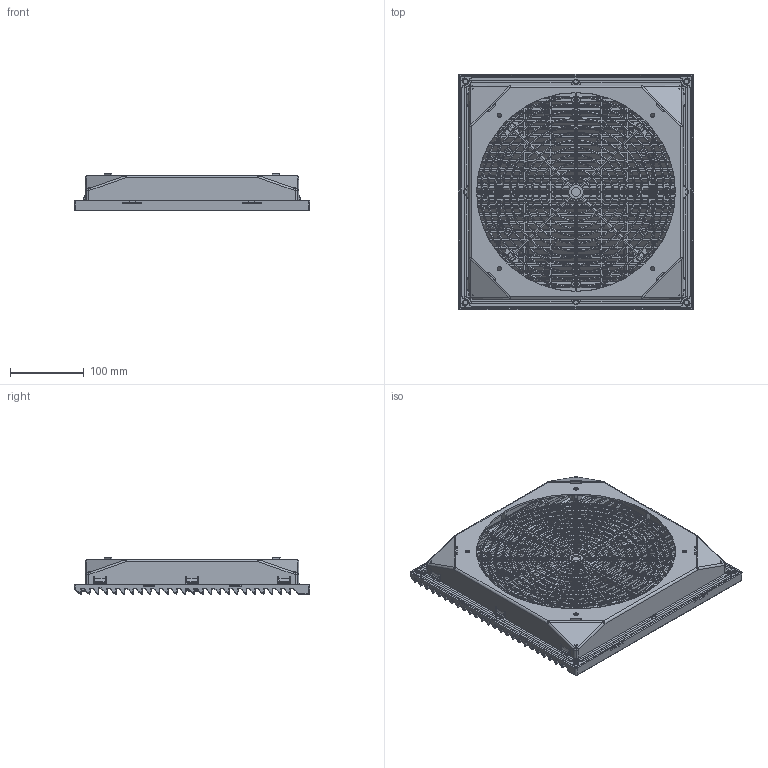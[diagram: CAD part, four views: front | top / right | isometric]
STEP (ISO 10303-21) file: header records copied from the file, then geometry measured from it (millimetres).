
FILE_DESCRIPTION (( 'STEP AP203' ), '1' );
FILE_NAME ('LFG254.stp', '2020-08-19T17:05:36', ( '' ), ( '' ), 'SwSTEP 2.0', 'SolidWorks 2018', '' );
FILE_SCHEMA (( 'CONFIG_CONTROL_DESIGN' ));
Products named in the file (1): LFG254
Bounding box: 319.95 x 320.01 x 50.3 mm (x, y, z)
Volume: 744489 mm3; surface area: 778770.1 mm2
Topology: 3 solids, 4 shells, 5393 faces, 16174 edges, 10349 vertices
Faces by surface type: plane 3140, cylinder 942, cone 727, torus 484, bspline 100
Entity records: 221635 total; most frequent: CARTESIAN_POINT 83685, ORIENTED_EDGE 32248, DIRECTION 24062, EDGE_CURVE 16124, VERTEX_POINT 10349, VECTOR 8530, LINE 8530, AXIS2_PLACEMENT_3D 7766
